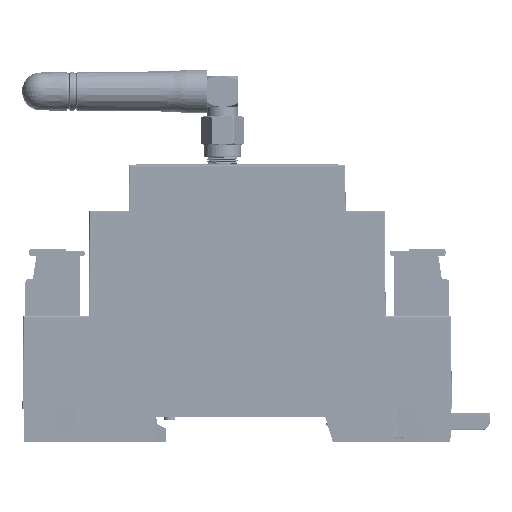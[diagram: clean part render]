
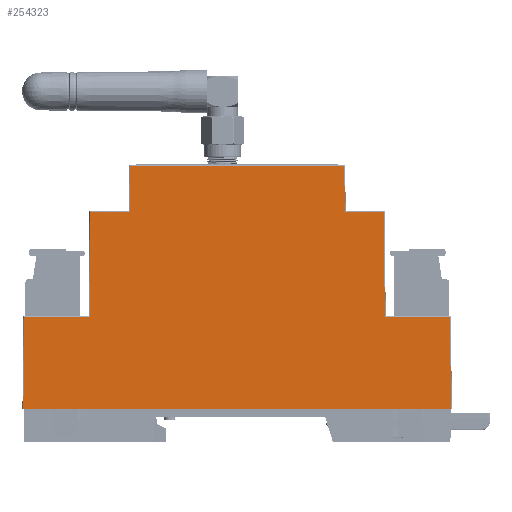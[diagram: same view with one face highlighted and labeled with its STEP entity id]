
A CAD part, left-side view. The second image highlights one B-rep face of the part: STEP entity #254323.
In plain terms, the highlighted planar face has unit normal (-1, 0, 0.009).
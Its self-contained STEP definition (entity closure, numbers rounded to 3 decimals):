
#745 = ORIENTED_EDGE ( 'NONE', *, *, #251803, .T. ) ;
#12123 = EDGE_CURVE ( 'NONE', #46015, #163685, #30763, .T. ) ;
#21195 = CARTESIAN_POINT ( 'NONE',  ( -10.723, -43.382, 41.957 ) ) ;
#28618 = LINE ( 'NONE', #339000, #330569 ) ;
#30763 = LINE ( 'NONE', #337556, #196976 ) ;
#33785 = LINE ( 'NONE', #115934, #332267 ) ;
#38807 = DIRECTION ( 'NONE',  ( 0., 1., 0. ) ) ;
#39375 = CARTESIAN_POINT ( 'NONE',  ( -10.723, 29.28, 41.957 ) ) ;
#42651 = VECTOR ( 'NONE', #297614, 1000. ) ;
#43448 = ORIENTED_EDGE ( 'NONE', *, *, #12123, .F. ) ;
#45100 = CARTESIAN_POINT ( 'NONE',  ( -10.361, -35.343, 83.465 ) ) ;
#46015 = VERTEX_POINT ( 'NONE', #161038 ) ;
#46198 = LINE ( 'NONE', #243320, #160511 ) ;
#62243 = DIRECTION ( 'NONE',  ( 0., 1., 0. ) ) ;
#65659 = CARTESIAN_POINT ( 'NONE',  ( -10.554, -49.294, 61.271 ) ) ;
#67430 = DIRECTION ( 'NONE',  ( 0., 1., 0. ) ) ;
#68068 = CARTESIAN_POINT ( 'NONE',  ( -10.361, 18.225, 83.465 ) ) ;
#68457 = CARTESIAN_POINT ( 'NONE',  ( -10.277, -27.019, 93.013 ) ) ;
#73046 = VERTEX_POINT ( 'NONE', #241457 ) ;
#73604 = DIRECTION ( 'NONE',  ( 0.009, 0.009, 1. ) ) ;
#74347 = CARTESIAN_POINT ( 'NONE',  ( -10.723, -49.462, 41.957 ) ) ;
#77971 = VECTOR ( 'NONE', #347674, 1000. ) ;
#78608 = EDGE_CURVE ( 'NONE', #319413, #73046, #261530, .T. ) ;
#80483 = ORIENTED_EDGE ( 'NONE', *, *, #354753, .T. ) ;
#80780 = VECTOR ( 'NONE', #293278, 1000. ) ;
#80819 = CARTESIAN_POINT ( 'NONE',  ( -10.723, -4.438, 41.957 ) ) ;
#81965 = EDGE_CURVE ( 'NONE', #360754, #279682, #28618, .T. ) ;
#85741 = LINE ( 'NONE', #113118, #92918 ) ;
#88052 = CARTESIAN_POINT ( 'NONE',  ( -10.723, -38.156, 41.957 ) ) ;
#91353 = CARTESIAN_POINT ( 'NONE',  ( -10.723, 29.28, 41.957 ) ) ;
#91360 = CARTESIAN_POINT ( 'NONE',  ( -10.277, -27.019, 93.013 ) ) ;
#92918 = VECTOR ( 'NONE', #335939, 1000. ) ;
#98990 = DIRECTION ( 'NONE',  ( 0.009, -0.009, 1. ) ) ;
#102039 = DIRECTION ( 'NONE',  ( 0., 1., 0. ) ) ;
#102130 = VECTOR ( 'NONE', #163283, 1000. ) ;
#113118 = CARTESIAN_POINT ( 'NONE',  ( -10.554, -35.537, 61.271 ) ) ;
#115609 = AXIS2_PLACEMENT_3D ( 'NONE', #348635, #266427, #102039 ) ;
#115934 = CARTESIAN_POINT ( 'NONE',  ( -10.361, 18.225, 83.465 ) ) ;
#117317 = EDGE_CURVE ( 'NONE', #279682, #314382, #135520, .T. ) ;
#124520 = CARTESIAN_POINT ( 'NONE',  ( -10.723, 34.505, 41.957 ) ) ;
#134643 = VECTOR ( 'NONE', #338150, 1000. ) ;
#135520 = LINE ( 'NONE', #80819, #134643 ) ;
#136966 = ORIENTED_EDGE ( 'NONE', *, *, #186035, .F. ) ;
#137073 = CARTESIAN_POINT ( 'NONE',  ( -10.361, 18.225, 83.465 ) ) ;
#137638 = VECTOR ( 'NONE', #98990, 1000. ) ;
#140072 = ORIENTED_EDGE ( 'NONE', *, *, #328829, .T. ) ;
#140524 = VECTOR ( 'NONE', #310623, 1000. ) ;
#144888 = ORIENTED_EDGE ( 'NONE', *, *, #240902, .F. ) ;
#148603 = ORIENTED_EDGE ( 'NONE', *, *, #117317, .F. ) ;
#153070 = ORIENTED_EDGE ( 'NONE', *, *, #255842, .F. ) ;
#154347 = VERTEX_POINT ( 'NONE', #189512 ) ;
#156525 = B_SPLINE_CURVE_WITH_KNOTS ( 'NONE', 1,
 ( #230543, #345604 ),
 .UNSPECIFIED., .F., .F.,
 ( 2, 2 ),
 ( 0., 0.006 ),
 .UNSPECIFIED. ) ;
#160511 = VECTOR ( 'NONE', #73604, 1000. ) ;
#161038 = CARTESIAN_POINT ( 'NONE',  ( -10.277, 18.142, 93.013 ) ) ;
#161437 = EDGE_CURVE ( 'NONE', #260930, #294060, #261859, .T. ) ;
#163283 = DIRECTION ( 'NONE',  ( -0.009, 0.009, -1. ) ) ;
#163685 = VERTEX_POINT ( 'NONE', #68457 ) ;
#171385 = VERTEX_POINT ( 'NONE', #137073 ) ;
#171393 = CARTESIAN_POINT ( 'NONE',  ( -10.554, -35.537, 61.271 ) ) ;
#171401 = DIRECTION ( 'NONE',  ( 0., -1., 0. ) ) ;
#173151 = EDGE_LOOP ( 'NONE', ( #140072, #274906, #265761, #153070, #43448, #136966, #80483, #283216, #310112, #745, #355140, #177268, #148603, #314498, #144888, #264927 ) ) ;
#177268 = ORIENTED_EDGE ( 'NONE', *, *, #325718, .F. ) ;
#177707 = LINE ( 'NONE', #68068, #137638 ) ;
#181998 = LINE ( 'NONE', #324365, #80780 ) ;
#186035 = EDGE_CURVE ( 'NONE', #171385, #46015, #177707, .T. ) ;
#186295 = LINE ( 'NONE', #264857, #42651 ) ;
#189512 = CARTESIAN_POINT ( 'NONE',  ( -10.554, -49.294, 61.271 ) ) ;
#192248 = CARTESIAN_POINT ( 'NONE',  ( -10.554, 40.417, 61.271 ) ) ;
#193734 = VERTEX_POINT ( 'NONE', #230069 ) ;
#196976 = VECTOR ( 'NONE', #171401, 1000. ) ;
#199511 = VECTOR ( 'NONE', #38807, 1000. ) ;
#200352 = VERTEX_POINT ( 'NONE', #282912 ) ;
#206388 = LINE ( 'NONE', #91353, #294456 ) ;
#208051 = PLANE ( 'NONE',  #115609 ) ;
#214465 = CARTESIAN_POINT ( 'NONE',  ( -10.554, 40.417, 61.271 ) ) ;
#230069 = CARTESIAN_POINT ( 'NONE',  ( -10.361, -27.102, 83.465 ) ) ;
#230543 = CARTESIAN_POINT ( 'NONE',  ( -10.723, -49.462, 41.957 ) ) ;
#236227 = CARTESIAN_POINT ( 'NONE',  ( -10.554, 26.66, 61.271 ) ) ;
#240902 = EDGE_CURVE ( 'NONE', #243030, #360754, #156525, .T. ) ;
#241457 = CARTESIAN_POINT ( 'NONE',  ( -10.723, 40.586, 41.957 ) ) ;
#243030 = VERTEX_POINT ( 'NONE', #74347 ) ;
#243320 = CARTESIAN_POINT ( 'NONE',  ( -10.723, -49.462, 41.957 ) ) ;
#249659 = VECTOR ( 'NONE', #67430, 1000. ) ;
#250423 = VERTEX_POINT ( 'NONE', #45100 ) ;
#251259 = VERTEX_POINT ( 'NONE', #171393 ) ;
#251803 = EDGE_CURVE ( 'NONE', #294060, #73046, #300252, .T. ) ;
#254323 = ADVANCED_FACE ( 'NONE', ( #326664 ), #208051, .T. ) ;
#255842 = EDGE_CURVE ( 'NONE', #163685, #193734, #308816, .T. ) ;
#258255 = EDGE_CURVE ( 'NONE', #251259, #250423, #85741, .T. ) ;
#260930 = VERTEX_POINT ( 'NONE', #341300 ) ;
#261530 = LINE ( 'NONE', #124520, #199511 ) ;
#261859 = LINE ( 'NONE', #236227, #77971 ) ;
#264857 = CARTESIAN_POINT ( 'NONE',  ( -10.361, 26.466, 83.465 ) ) ;
#264927 = ORIENTED_EDGE ( 'NONE', *, *, #297860, .T. ) ;
#265761 = ORIENTED_EDGE ( 'NONE', *, *, #329436, .T. ) ;
#266427 = DIRECTION ( 'NONE',  ( -1., 0., 0.009 ) ) ;
#274906 = ORIENTED_EDGE ( 'NONE', *, *, #258255, .T. ) ;
#279682 = VERTEX_POINT ( 'NONE', #88052 ) ;
#282912 = CARTESIAN_POINT ( 'NONE',  ( -10.361, 26.466, 83.465 ) ) ;
#283216 = ORIENTED_EDGE ( 'NONE', *, *, #286342, .T. ) ;
#283925 = DIRECTION ( 'NONE',  ( 0., 1., 0. ) ) ;
#286342 = EDGE_CURVE ( 'NONE', #200352, #260930, #186295, .T. ) ;
#293278 = DIRECTION ( 'NONE',  ( 0., 1., 0. ) ) ;
#294060 = VERTEX_POINT ( 'NONE', #192248 ) ;
#294456 = VECTOR ( 'NONE', #62243, 1000. ) ;
#297614 = DIRECTION ( 'NONE',  ( -0.009, 0.009, -1. ) ) ;
#297860 = EDGE_CURVE ( 'NONE', #243030, #154347, #46198, .T. ) ;
#300252 = LINE ( 'NONE', #214465, #102130 ) ;
#308816 = LINE ( 'NONE', #91360, #140524 ) ;
#310112 = ORIENTED_EDGE ( 'NONE', *, *, #161437, .T. ) ;
#310623 = DIRECTION ( 'NONE',  ( -0.009, -0.009, -1. ) ) ;
#311627 = CARTESIAN_POINT ( 'NONE',  ( -10.723, 34.505, 41.957 ) ) ;
#314382 = VERTEX_POINT ( 'NONE', #39375 ) ;
#314498 = ORIENTED_EDGE ( 'NONE', *, *, #81965, .F. ) ;
#319413 = VERTEX_POINT ( 'NONE', #311627 ) ;
#324365 = CARTESIAN_POINT ( 'NONE',  ( -10.361, -35.343, 83.465 ) ) ;
#325718 = EDGE_CURVE ( 'NONE', #314382, #319413, #206388, .T. ) ;
#326664 = FACE_OUTER_BOUND ( 'NONE', #173151, .T. ) ;
#328829 = EDGE_CURVE ( 'NONE', #154347, #251259, #337797, .T. ) ;
#329436 = EDGE_CURVE ( 'NONE', #250423, #193734, #181998, .T. ) ;
#330569 = VECTOR ( 'NONE', #340781, 1000. ) ;
#332267 = VECTOR ( 'NONE', #283925, 1000. ) ;
#335939 = DIRECTION ( 'NONE',  ( 0.009, 0.009, 1. ) ) ;
#337556 = CARTESIAN_POINT ( 'NONE',  ( -10.277, 18.142, 93.013 ) ) ;
#337797 = LINE ( 'NONE', #65659, #249659 ) ;
#338150 = DIRECTION ( 'NONE',  ( 0., 1., 0. ) ) ;
#339000 = CARTESIAN_POINT ( 'NONE',  ( -10.723, -43.382, 41.957 ) ) ;
#340781 = DIRECTION ( 'NONE',  ( 0., 1., 0. ) ) ;
#341300 = CARTESIAN_POINT ( 'NONE',  ( -10.554, 26.66, 61.271 ) ) ;
#345604 = CARTESIAN_POINT ( 'NONE',  ( -10.723, -43.382, 41.957 ) ) ;
#347674 = DIRECTION ( 'NONE',  ( 0., 1., 0. ) ) ;
#348635 = CARTESIAN_POINT ( 'NONE',  ( -10.723, -49.462, 41.957 ) ) ;
#354753 = EDGE_CURVE ( 'NONE', #171385, #200352, #33785, .T. ) ;
#355140 = ORIENTED_EDGE ( 'NONE', *, *, #78608, .F. ) ;
#360754 = VERTEX_POINT ( 'NONE', #21195 ) ;
